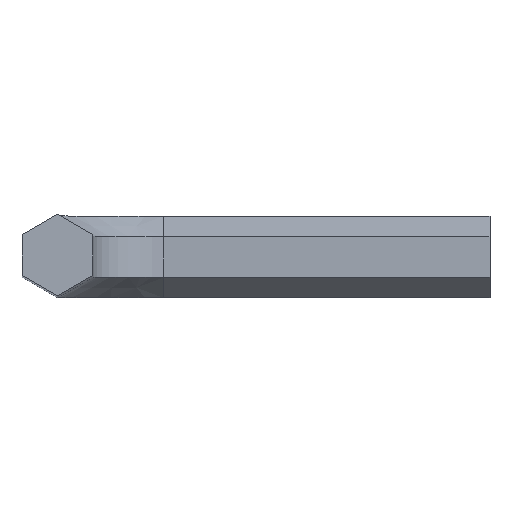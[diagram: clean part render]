
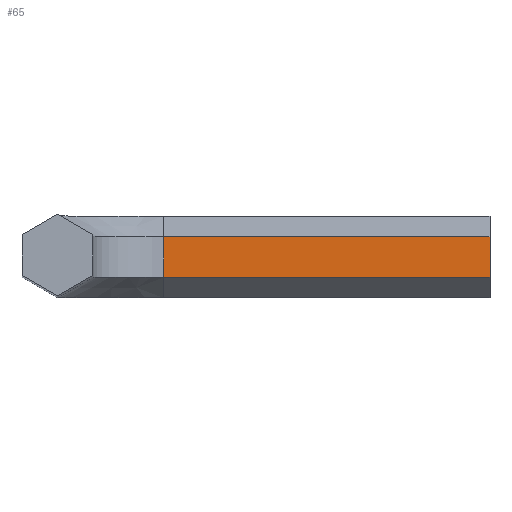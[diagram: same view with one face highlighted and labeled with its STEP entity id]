
A CAD part, top view. The second image highlights one B-rep face of the part: STEP entity #65.
In plain terms, the highlighted planar face has unit normal (0, 0, 1).
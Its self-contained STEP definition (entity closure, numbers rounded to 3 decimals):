
#65=ADVANCED_FACE('',(#99),#79,.F.);
#79=PLANE('',#388);
#99=FACE_OUTER_BOUND('',#119,.T.);
#119=EDGE_LOOP('',(#195,#196,#197,#198));
#195=ORIENTED_EDGE('',*,*,#269,.T.);
#196=ORIENTED_EDGE('',*,*,#270,.F.);
#197=ORIENTED_EDGE('',*,*,#259,.F.);
#198=ORIENTED_EDGE('',*,*,#256,.T.);
#221=VERTEX_POINT('',#540);
#222=VERTEX_POINT('',#544);
#223=VERTEX_POINT('',#550);
#228=VERTEX_POINT('',#568);
#256=EDGE_CURVE('',#222,#221,#293,.T.);
#259=EDGE_CURVE('',#222,#223,#295,.T.);
#269=EDGE_CURVE('',#221,#228,#305,.T.);
#270=EDGE_CURVE('',#223,#228,#306,.T.);
#293=LINE('',#543,#329);
#295=LINE('',#549,#331);
#305=LINE('',#569,#341);
#306=LINE('',#571,#342);
#329=VECTOR('',#450,1.);
#331=VECTOR('',#458,1.);
#341=VECTOR('',#476,1.);
#342=VECTOR('',#479,1.);
#388=AXIS2_PLACEMENT_3D('',#572,#480,#481);
#450=DIRECTION('',(0.,-1.,0.));
#458=DIRECTION('',(1.,0.,0.));
#476=DIRECTION('',(1.,0.,0.));
#479=DIRECTION('',(0.,-1.,0.));
#480=DIRECTION('',(0.,0.,-1.));
#481=DIRECTION('',(0.,1.,0.));
#540=CARTESIAN_POINT('',(7.501,-1.442,-80.));
#543=CARTESIAN_POINT('',(7.501,1.442,-80.));
#544=CARTESIAN_POINT('',(7.501,1.442,-80.));
#549=CARTESIAN_POINT('',(7.501,1.442,-80.));
#550=CARTESIAN_POINT('',(30.501,1.442,-80.));
#568=CARTESIAN_POINT('',(30.501,-1.442,-80.));
#569=CARTESIAN_POINT('',(7.501,-1.442,-80.));
#571=CARTESIAN_POINT('',(30.501,1.442,-80.));
#572=CARTESIAN_POINT('',(19.001,0.,-80.));
